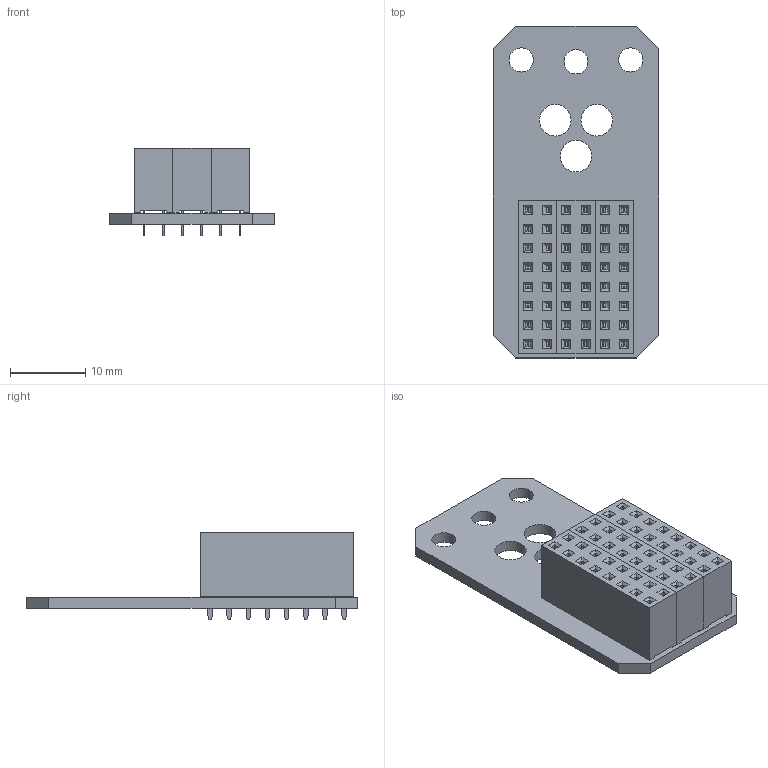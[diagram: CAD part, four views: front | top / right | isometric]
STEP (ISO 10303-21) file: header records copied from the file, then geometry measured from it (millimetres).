
FILE_DESCRIPTION(('KiCad electronic assembly'),'2;1');
FILE_NAME('back_connector_esc.step','2025-09-06T22:38:16',('Pcbnew'),( 'Kicad'),'Open CASCADE STEP processor 7.9','KiCad to STEP converter' ,'Unknown');
FILE_SCHEMA(('AUTOMOTIVE_DESIGN { 1 0 10303 214 1 1 1 1 }'));
Length unit declared in the file: millimetre
Products named in the file (3): back_connector_esc 1; PinSocket_2x08_P2.54mm_Vertical; back_connector_esc_PCB
Assembly tree (4 placements, depth 2):
  back_connector_esc 1
    PinSocket_2x08_P2.54mm_Vertical  x3
    back_connector_esc_PCB
Bounding box: 22 x 44 x 11.6 mm (x, y, z)
Volume: 3757.1 mm3; surface area: 5326.4 mm2
Topology: 4 solids, 4 shells, 1342 faces, 3522 edges, 2284 vertices
Faces by surface type: plane 1288, cylinder 54
Full cylindrical faces by diameter (mm): 1 x48, 3.2 x3, 4.2 x3
Entity records: 20152 total; most frequent: CARTESIAN_POINT 2637, ORIENTED_EDGE 2596, DIRECTION 2396, EDGE_CURVE 1298, LINE 1190, VECTOR 1190, VERTEX_POINT 844, FACE_BOUND 630
